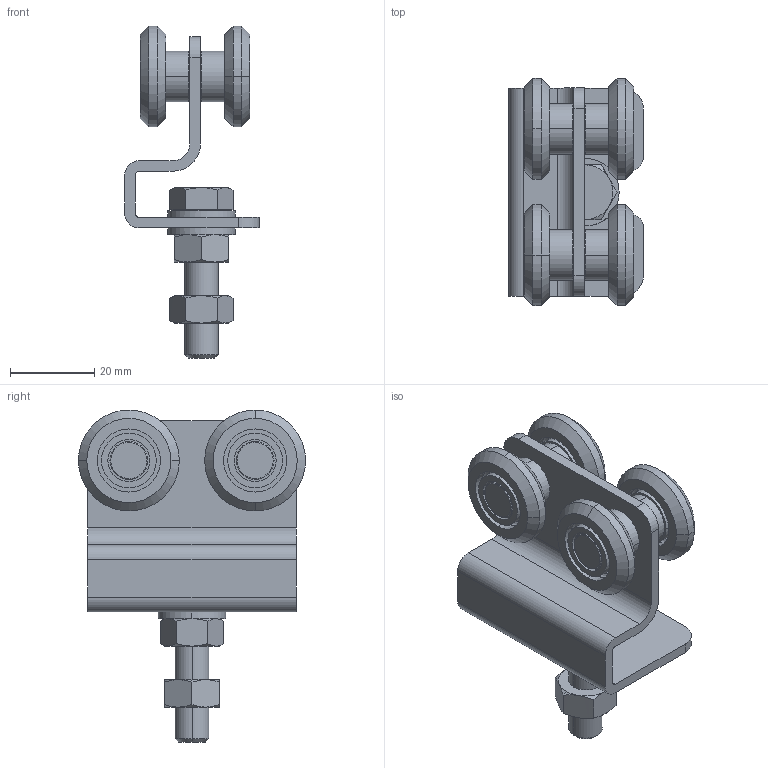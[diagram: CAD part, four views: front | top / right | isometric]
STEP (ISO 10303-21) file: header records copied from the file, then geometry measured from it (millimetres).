
FILE_DESCRIPTION (( 'STEP AP214' ), '1' );
FILE_NAME ('H_27-33x34-2.STEP', '2021-11-15T13:16:16', ( '' ), ( '' ), 'SwSTEP 2.0', 'SolidWorks 2019', '' );
FILE_SCHEMA (( 'AUTOMOTIVE_DESIGN' ));
Length unit declared in the file: millimetre
Products named in the file (1): H_27-33x34-2
Bounding box: 32 x 54 x 78.9 mm (x, y, z)
Volume: 25857.5 mm3; surface area: 21265.8 mm2
Topology: 10 solids, 10 shells, 308 faces, 692 edges, 435 vertices
Faces by surface type: cylinder 125, plane 86, cone 55, bspline 42
Entity records: 10024 total; most frequent: CARTESIAN_POINT 2950, DIRECTION 1549, ORIENTED_EDGE 1384, EDGE_CURVE 692, AXIS2_PLACEMENT_3D 666, VERTEX_POINT 435, CIRCLE 399, EDGE_LOOP 359
